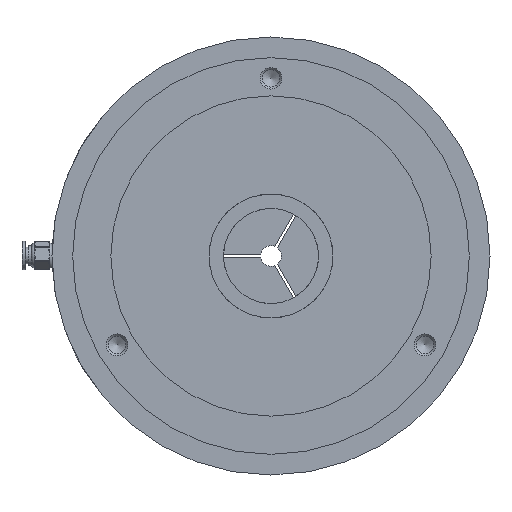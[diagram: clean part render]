
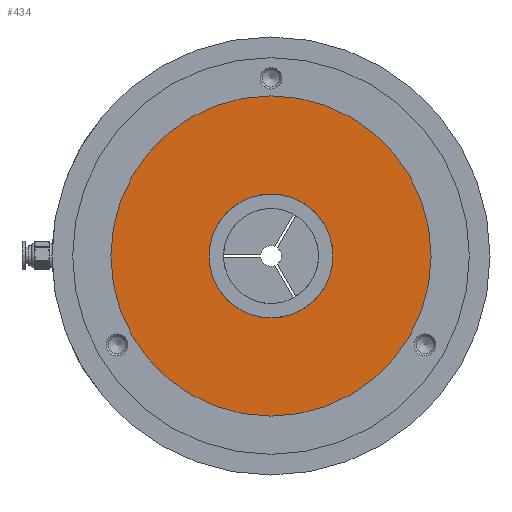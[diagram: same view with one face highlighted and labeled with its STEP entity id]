
A CAD part, front view. The second image highlights one B-rep face of the part: STEP entity #434.
In plain terms, the highlighted planar face has unit normal (0, -1, 0).
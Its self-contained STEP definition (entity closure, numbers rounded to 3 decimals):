
#179 = AXIS2_PLACEMENT_3D ( 'NONE', #4864, #5752, #12701 ) ;
#323 = VERTEX_POINT ( 'NONE', #5246 ) ;
#383 = AXIS2_PLACEMENT_3D ( 'NONE', #6131, #13955, #7192 ) ;
#434 = ADVANCED_FACE ( 'NONE', ( #8538, #6309 ), #11876, .F. ) ;
#617 = DIRECTION ( 'NONE',  ( 0., 1., 0. ) ) ;
#1271 = VERTEX_POINT ( 'NONE', #7570 ) ;
#1483 = AXIS2_PLACEMENT_3D ( 'NONE', #8137, #3783, #4885 ) ;
#1655 = EDGE_CURVE ( 'NONE', #1271, #12823, #8292, .T. ) ;
#2136 = EDGE_CURVE ( 'NONE', #12823, #1271, #8740, .T. ) ;
#2457 = CARTESIAN_POINT ( 'NONE',  ( 54.019, 51.473, 98.142 ) ) ;
#3783 = DIRECTION ( 'NONE',  ( 0., -1., 0. ) ) ;
#4447 = CARTESIAN_POINT ( 'NONE',  ( 54.019, 51.473, 205.642 ) ) ;
#4680 = ORIENTED_EDGE ( 'NONE', *, *, #12551, .T. ) ;
#4864 = CARTESIAN_POINT ( 'NONE',  ( 54.019, 51.473, 175.642 ) ) ;
#4885 = DIRECTION ( 'NONE',  ( 0., 0., -1. ) ) ;
#4954 = CARTESIAN_POINT ( 'NONE',  ( 54.019, 51.473, 175.642 ) ) ;
#5246 = CARTESIAN_POINT ( 'NONE',  ( 54.019, 51.473, 253.142 ) ) ;
#5752 = DIRECTION ( 'NONE',  ( 0., -1., 0. ) ) ;
#5837 = ORIENTED_EDGE ( 'NONE', *, *, #1655, .F. ) ;
#6131 = CARTESIAN_POINT ( 'NONE',  ( 54.019, 51.473, 175.642 ) ) ;
#6309 = FACE_BOUND ( 'NONE', #13347, .T. ) ;
#6790 = EDGE_LOOP ( 'NONE', ( #4680, #13542 ) ) ;
#7027 = DIRECTION ( 'NONE',  ( 0., -1., 0. ) ) ;
#7192 = DIRECTION ( 'NONE',  ( 0., 0., -1. ) ) ;
#7570 = CARTESIAN_POINT ( 'NONE',  ( 54.019, 51.473, 145.642 ) ) ;
#7692 = CIRCLE ( 'NONE', #179, 77.5 ) ;
#8137 = CARTESIAN_POINT ( 'NONE',  ( 54.019, 51.473, 175.642 ) ) ;
#8262 = DIRECTION ( 'NONE',  ( 0., 0., -1. ) ) ;
#8292 = CIRCLE ( 'NONE', #13828, 30. ) ;
#8538 = FACE_OUTER_BOUND ( 'NONE', #6790, .T. ) ;
#8740 = CIRCLE ( 'NONE', #1483, 30. ) ;
#9627 = AXIS2_PLACEMENT_3D ( 'NONE', #13840, #617, #9706 ) ;
#9706 = DIRECTION ( 'NONE',  ( 1., 0., 0. ) ) ;
#10093 = VERTEX_POINT ( 'NONE', #2457 ) ;
#11655 = EDGE_CURVE ( 'NONE', #323, #10093, #13224, .T. ) ;
#11876 = PLANE ( 'NONE',  #9627 ) ;
#12551 = EDGE_CURVE ( 'NONE', #10093, #323, #7692, .T. ) ;
#12701 = DIRECTION ( 'NONE',  ( 0., 0., -1. ) ) ;
#12823 = VERTEX_POINT ( 'NONE', #4447 ) ;
#13224 = CIRCLE ( 'NONE', #383, 77.5 ) ;
#13347 = EDGE_LOOP ( 'NONE', ( #5837, #14036 ) ) ;
#13542 = ORIENTED_EDGE ( 'NONE', *, *, #11655, .T. ) ;
#13828 = AXIS2_PLACEMENT_3D ( 'NONE', #4954, #7027, #8262 ) ;
#13840 = CARTESIAN_POINT ( 'NONE',  ( 24.019, 51.473, 175.642 ) ) ;
#13955 = DIRECTION ( 'NONE',  ( 0., -1., 0. ) ) ;
#14036 = ORIENTED_EDGE ( 'NONE', *, *, #2136, .F. ) ;
